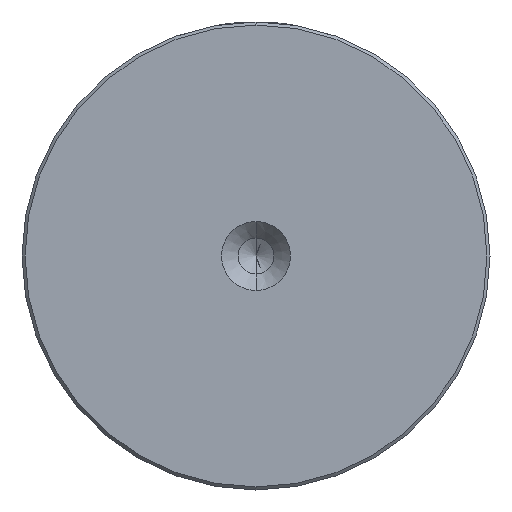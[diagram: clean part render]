
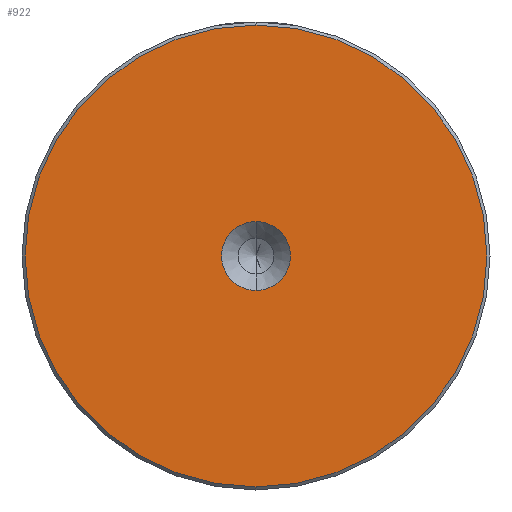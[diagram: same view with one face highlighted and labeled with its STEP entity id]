
A CAD part, left-side view. The second image highlights one B-rep face of the part: STEP entity #922.
In plain terms, the highlighted planar face has unit normal (-1, 0, 0).
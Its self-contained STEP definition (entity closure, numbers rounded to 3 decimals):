
#14 = VERTEX_POINT ( 'NONE', #153 ) ;
#23 = AXIS2_PLACEMENT_3D ( 'NONE', #2414, #1268, #79 ) ;
#73 = EDGE_CURVE ( 'NONE', #2124, #14, #596, .T. ) ;
#79 = DIRECTION ( 'NONE',  ( 0., 0., 1. ) ) ;
#100 = PLANE ( 'NONE',  #1957 ) ;
#153 = CARTESIAN_POINT ( 'NONE',  ( 0., 0., 37.5 ) ) ;
#310 = EDGE_CURVE ( 'NONE', #14, #2124, #1190, .T. ) ;
#321 = DIRECTION ( 'NONE',  ( 0., 0., 1. ) ) ;
#323 = AXIS2_PLACEMENT_3D ( 'NONE', #846, #839, #828 ) ;
#383 = ORIENTED_EDGE ( 'NONE', *, *, #310, .T. ) ;
#403 = VERTEX_POINT ( 'NONE', #2206 ) ;
#413 = AXIS2_PLACEMENT_3D ( 'NONE', #1752, #602, #1953 ) ;
#451 = FACE_OUTER_BOUND ( 'NONE', #710, .T. ) ;
#577 = CIRCLE ( 'NONE', #413, 5.6 ) ;
#587 = VERTEX_POINT ( 'NONE', #2450 ) ;
#596 = CIRCLE ( 'NONE', #770, 37.5 ) ;
#602 = DIRECTION ( 'NONE',  ( -1., 0., 0. ) ) ;
#710 = EDGE_LOOP ( 'NONE', ( #2086, #383 ) ) ;
#770 = AXIS2_PLACEMENT_3D ( 'NONE', #994, #1211, #951 ) ;
#828 = DIRECTION ( 'NONE',  ( 0., 0., 1. ) ) ;
#839 = DIRECTION ( 'NONE',  ( -1., 0., 0. ) ) ;
#846 = CARTESIAN_POINT ( 'NONE',  ( 0., 0., 0. ) ) ;
#911 = DIRECTION ( 'NONE',  ( -1., 0., 0. ) ) ;
#922 = ADVANCED_FACE ( 'NONE', ( #451, #2443 ), #100, .T. ) ;
#951 = DIRECTION ( 'NONE',  ( 0., 0., 1. ) ) ;
#994 = CARTESIAN_POINT ( 'NONE',  ( 0., 0., 0. ) ) ;
#1091 = CARTESIAN_POINT ( 'NONE',  ( 0., 0., 0. ) ) ;
#1190 = CIRCLE ( 'NONE', #323, 37.5 ) ;
#1211 = DIRECTION ( 'NONE',  ( -1., 0., 0. ) ) ;
#1268 = DIRECTION ( 'NONE',  ( -1., 0., 0. ) ) ;
#1272 = EDGE_CURVE ( 'NONE', #587, #403, #1328, .T. ) ;
#1328 = CIRCLE ( 'NONE', #23, 5.6 ) ;
#1553 = ORIENTED_EDGE ( 'NONE', *, *, #1272, .F. ) ;
#1752 = CARTESIAN_POINT ( 'NONE',  ( 0., 0., 0. ) ) ;
#1818 = EDGE_LOOP ( 'NONE', ( #1553, #1863 ) ) ;
#1863 = ORIENTED_EDGE ( 'NONE', *, *, #1897, .F. ) ;
#1897 = EDGE_CURVE ( 'NONE', #403, #587, #577, .T. ) ;
#1953 = DIRECTION ( 'NONE',  ( 0., 0., 1. ) ) ;
#1957 = AXIS2_PLACEMENT_3D ( 'NONE', #1091, #911, #321 ) ;
#2011 = CARTESIAN_POINT ( 'NONE',  ( 0., 0., -37.5 ) ) ;
#2086 = ORIENTED_EDGE ( 'NONE', *, *, #73, .T. ) ;
#2124 = VERTEX_POINT ( 'NONE', #2011 ) ;
#2206 = CARTESIAN_POINT ( 'NONE',  ( 0., 0., -5.6 ) ) ;
#2414 = CARTESIAN_POINT ( 'NONE',  ( 0., 0., 0. ) ) ;
#2443 = FACE_BOUND ( 'NONE', #1818, .T. ) ;
#2450 = CARTESIAN_POINT ( 'NONE',  ( 0., 0., 5.6 ) ) ;
